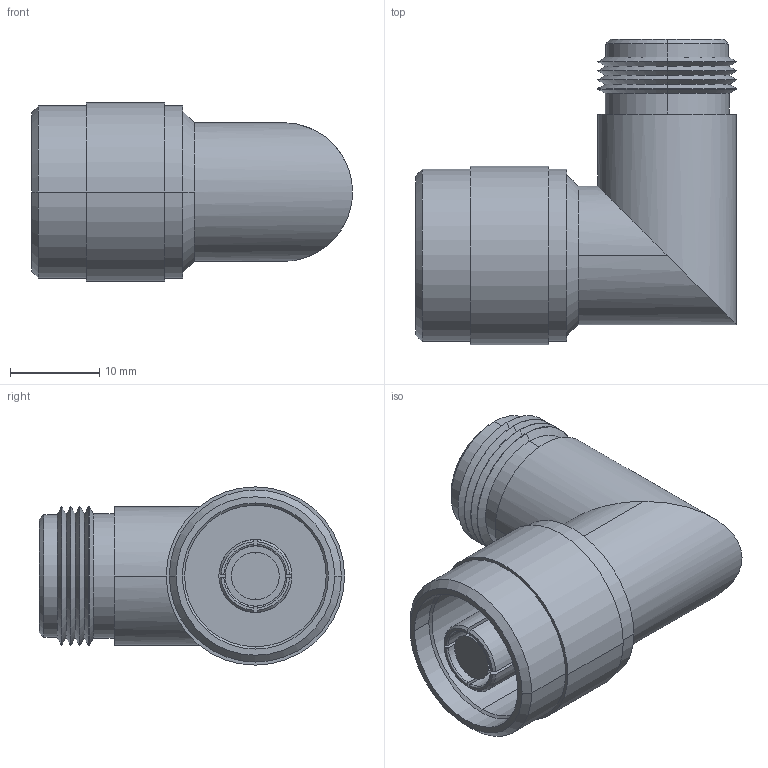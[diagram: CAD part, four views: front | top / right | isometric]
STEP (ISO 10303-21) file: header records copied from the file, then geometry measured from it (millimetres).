
FILE_DESCRIPTION (( 'STEP AP214' ), '1' );
FILE_NAME ('FMAD10091_3D.step', '2025-02-24T20:25:41', ( '' ), ( '' ), 'SwSTEP 2.0', 'SolidWorks 2022', '' );
FILE_SCHEMA (( 'AUTOMOTIVE_DESIGN' ));
Length unit declared in the file: inch
Products named in the file (1): FMAD10091_3D
Bounding box: 35.99 x 34.22 x 20 mm (x, y, z)
Volume: 9271.9 mm3; surface area: 4921.8 mm2
Topology: 1 solids, 1 shells, 126 faces, 316 edges, 202 vertices
Faces by surface type: plane 44, cone 40, cylinder 38, torus 4
Entity records: 4988 total; most frequent: CARTESIAN_POINT 865, DIRECTION 680, ORIENTED_EDGE 632, EDGE_CURVE 316, AXIS2_PLACEMENT_3D 281, VERTEX_POINT 202, CIRCLE 154, EDGE_LOOP 136
